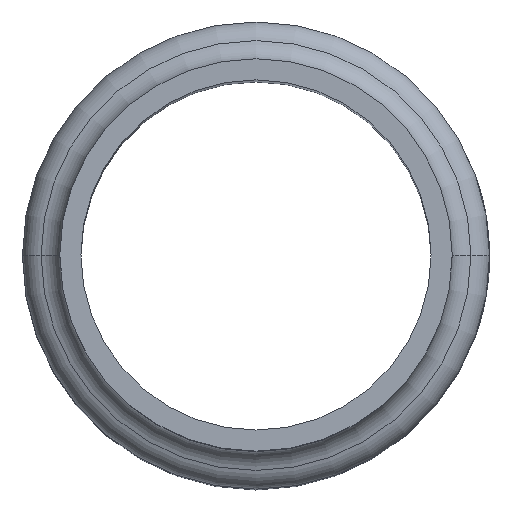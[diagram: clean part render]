
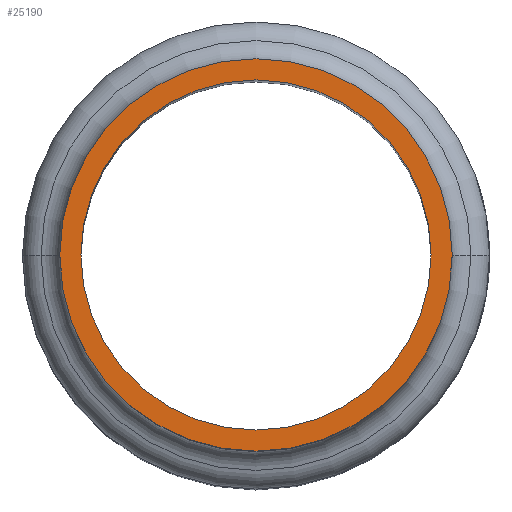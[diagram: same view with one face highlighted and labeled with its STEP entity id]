
A CAD part, top view. The second image highlights one B-rep face of the part: STEP entity #25190.
In plain terms, the highlighted planar face has unit normal (0, 0, 1).
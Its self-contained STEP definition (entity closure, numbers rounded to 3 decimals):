
#255 = CIRCLE ( 'NONE', #24383, 24.15 ) ;
#1327 = CARTESIAN_POINT ( 'NONE',  ( 0., 0., 0. ) ) ;
#1949 = AXIS2_PLACEMENT_3D ( 'NONE', #6164, #8623, #14675 ) ;
#1961 = AXIS2_PLACEMENT_3D ( 'NONE', #1327, #23449, #8621 ) ;
#2659 = CARTESIAN_POINT ( 'NONE',  ( 0., 22.55, 0. ) ) ;
#3256 = CIRCLE ( 'NONE', #1949, 21.55 ) ;
#4574 = EDGE_LOOP ( 'NONE', ( #21363, #15563 ) ) ;
#4659 = VERTEX_POINT ( 'NONE', #14994 ) ;
#4728 = FACE_OUTER_BOUND ( 'NONE', #4574, .T. ) ;
#5203 = VERTEX_POINT ( 'NONE', #14553 ) ;
#5553 = DIRECTION ( 'NONE',  ( 1., 0., 0. ) ) ;
#6005 = DIRECTION ( 'NONE',  ( 0., 0., 1. ) ) ;
#6164 = CARTESIAN_POINT ( 'NONE',  ( 0., 0., 0. ) ) ;
#6438 = EDGE_CURVE ( 'NONE', #4659, #14169, #15209, .T. ) ;
#8621 = DIRECTION ( 'NONE',  ( 1., 0., 0. ) ) ;
#8623 = DIRECTION ( 'NONE',  ( 0., 0., 1. ) ) ;
#8980 = DIRECTION ( 'NONE',  ( 0., 0., -1. ) ) ;
#10684 = EDGE_LOOP ( 'NONE', ( #23120, #19268 ) ) ;
#13106 = PLANE ( 'NONE',  #15079 ) ;
#13936 = VERTEX_POINT ( 'NONE', #18855 ) ;
#14169 = VERTEX_POINT ( 'NONE', #15790 ) ;
#14553 = CARTESIAN_POINT ( 'NONE',  ( -24.15, 0., 0. ) ) ;
#14675 = DIRECTION ( 'NONE',  ( 1., 0., 0. ) ) ;
#14994 = CARTESIAN_POINT ( 'NONE',  ( 21.55, 0., 0. ) ) ;
#15079 = AXIS2_PLACEMENT_3D ( 'NONE', #2659, #8980, #17493 ) ;
#15209 = CIRCLE ( 'NONE', #16967, 21.55 ) ;
#15563 = ORIENTED_EDGE ( 'NONE', *, *, #16274, .T. ) ;
#15591 = CARTESIAN_POINT ( 'NONE',  ( 0., 0., 0. ) ) ;
#15790 = CARTESIAN_POINT ( 'NONE',  ( -21.55, 0., 0. ) ) ;
#16274 = EDGE_CURVE ( 'NONE', #5203, #13936, #21257, .T. ) ;
#16434 = CARTESIAN_POINT ( 'NONE',  ( 0., 0., 0. ) ) ;
#16967 = AXIS2_PLACEMENT_3D ( 'NONE', #15591, #24241, #5553 ) ;
#17493 = DIRECTION ( 'NONE',  ( -1., 0., 0. ) ) ;
#18855 = CARTESIAN_POINT ( 'NONE',  ( 24.15, 0., 0. ) ) ;
#19268 = ORIENTED_EDGE ( 'NONE', *, *, #26907, .F. ) ;
#20279 = EDGE_CURVE ( 'NONE', #13936, #5203, #255, .T. ) ;
#21257 = CIRCLE ( 'NONE', #1961, 24.15 ) ;
#21363 = ORIENTED_EDGE ( 'NONE', *, *, #20279, .T. ) ;
#21491 = FACE_BOUND ( 'NONE', #10684, .T. ) ;
#23120 = ORIENTED_EDGE ( 'NONE', *, *, #6438, .F. ) ;
#23449 = DIRECTION ( 'NONE',  ( 0., 0., 1. ) ) ;
#24241 = DIRECTION ( 'NONE',  ( 0., 0., 1. ) ) ;
#24383 = AXIS2_PLACEMENT_3D ( 'NONE', #16434, #6005, #27038 ) ;
#25190 = ADVANCED_FACE ( 'NONE', ( #21491, #4728 ), #13106, .F. ) ;
#26907 = EDGE_CURVE ( 'NONE', #14169, #4659, #3256, .T. ) ;
#27038 = DIRECTION ( 'NONE',  ( 1., 0., 0. ) ) ;
